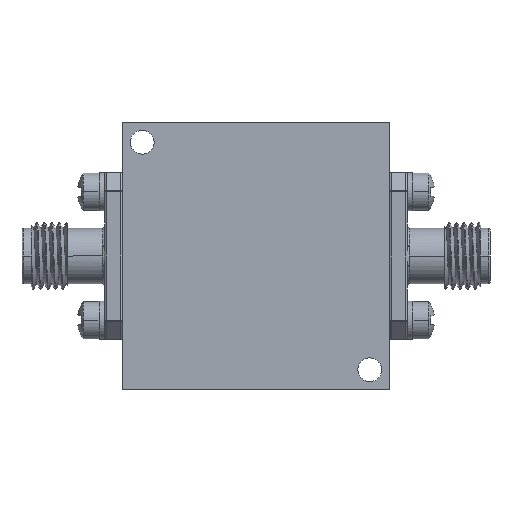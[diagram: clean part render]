
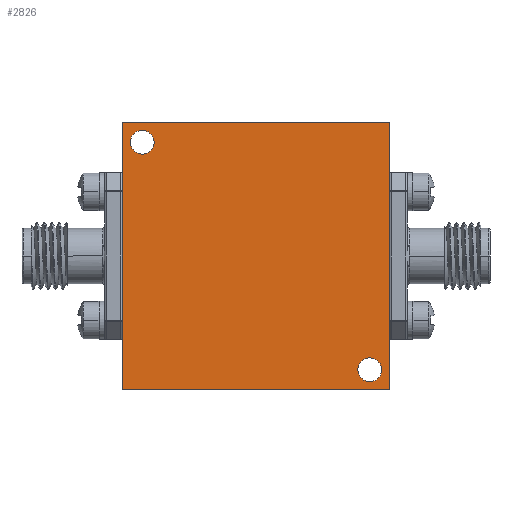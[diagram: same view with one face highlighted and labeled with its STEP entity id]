
A CAD part, front view. The second image highlights one B-rep face of the part: STEP entity #2826.
In plain terms, the highlighted planar face has unit normal (0, -1, 0).
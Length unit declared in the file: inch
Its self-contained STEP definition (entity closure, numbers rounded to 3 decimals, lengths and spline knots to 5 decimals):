
#118 = DIRECTION ( 'NONE',  ( 0., 0., 1. ) ) ;
#1341 = CARTESIAN_POINT ( 'NONE',  ( 0.4255, -0.2, -0.47 ) ) ;
#1814 = CARTESIAN_POINT ( 'NONE',  ( -0.4255, -0.2, 0.4255 ) ) ;
#2056 = DIRECTION ( 'NONE',  ( 0., 0., -1. ) ) ;
#2381 = DIRECTION ( 'NONE',  ( 0., 1., 0. ) ) ;
#2382 = CARTESIAN_POINT ( 'NONE',  ( -0.4255, -0.2, 0.4255 ) ) ;
#2811 = DIRECTION ( 'NONE',  ( 0., 0., 1. ) ) ;
#2826 = ADVANCED_FACE ( 'NONE', ( #20481, #36117, #33829 ), #17171, .F. ) ;
#3370 = CARTESIAN_POINT ( 'NONE',  ( -0.5, -0.2, -0.5 ) ) ;
#3392 = CARTESIAN_POINT ( 'NONE',  ( 0.4255, -0.2, -0.4255 ) ) ;
#3599 = VERTEX_POINT ( 'NONE', #5948 ) ;
#3818 = VERTEX_POINT ( 'NONE', #1341 ) ;
#4092 = AXIS2_PLACEMENT_3D ( 'NONE', #17875, #31271, #38034 ) ;
#4918 = ORIENTED_EDGE ( 'NONE', *, *, #32436, .F. ) ;
#5233 = ORIENTED_EDGE ( 'NONE', *, *, #37085, .F. ) ;
#5495 = VERTEX_POINT ( 'NONE', #39881 ) ;
#5948 = CARTESIAN_POINT ( 'NONE',  ( -0.4255, -0.2, 0.381 ) ) ;
#7120 = VERTEX_POINT ( 'NONE', #33400 ) ;
#7309 = EDGE_CURVE ( 'NONE', #18639, #5495, #12553, .T. ) ;
#7686 = EDGE_LOOP ( 'NONE', ( #18415, #24636 ) ) ;
#7909 = ORIENTED_EDGE ( 'NONE', *, *, #31685, .F. ) ;
#8675 = VECTOR ( 'NONE', #40543, 39.37008 ) ;
#10780 = EDGE_CURVE ( 'NONE', #3818, #7120, #28350, .T. ) ;
#10884 = CARTESIAN_POINT ( 'NONE',  ( -0.4255, -0.2, 0.47 ) ) ;
#11820 = EDGE_LOOP ( 'NONE', ( #5233, #4918, #28214, #7909 ) ) ;
#12553 = LINE ( 'NONE', #18475, #28696 ) ;
#12554 = EDGE_LOOP ( 'NONE', ( #33769, #37695 ) ) ;
#14018 = EDGE_CURVE ( 'NONE', #7120, #3818, #25823, .T. ) ;
#16605 = DIRECTION ( 'NONE',  ( 1., 0., 0. ) ) ;
#17171 = PLANE ( 'NONE',  #28181 ) ;
#17875 = CARTESIAN_POINT ( 'NONE',  ( 0.4255, -0.2, -0.4255 ) ) ;
#18297 = VERTEX_POINT ( 'NONE', #33655 ) ;
#18415 = ORIENTED_EDGE ( 'NONE', *, *, #14018, .T. ) ;
#18475 = CARTESIAN_POINT ( 'NONE',  ( 0.5, -0.2, -0.5 ) ) ;
#18639 = VERTEX_POINT ( 'NONE', #30834 ) ;
#20481 = FACE_BOUND ( 'NONE', #7686, .T. ) ;
#21881 = DIRECTION ( 'NONE',  ( 0., 1., 0. ) ) ;
#22789 = VECTOR ( 'NONE', #29307, 39.37008 ) ;
#24636 = ORIENTED_EDGE ( 'NONE', *, *, #10780, .T. ) ;
#24888 = AXIS2_PLACEMENT_3D ( 'NONE', #3392, #30150, #118 ) ;
#25812 = CARTESIAN_POINT ( 'NONE',  ( -0.5, -0.2, 0.5 ) ) ;
#25823 = CIRCLE ( 'NONE', #4092, 0.0445 ) ;
#27397 = LINE ( 'NONE', #27839, #8675 ) ;
#27839 = CARTESIAN_POINT ( 'NONE',  ( -0.5, -0.2, -0.5 ) ) ;
#28181 = AXIS2_PLACEMENT_3D ( 'NONE', #39167, #2381, #2811 ) ;
#28214 = ORIENTED_EDGE ( 'NONE', *, *, #7309, .F. ) ;
#28350 = CIRCLE ( 'NONE', #24888, 0.0445 ) ;
#28533 = DIRECTION ( 'NONE',  ( 0., 1., 0. ) ) ;
#28696 = VECTOR ( 'NONE', #2056, 39.37008 ) ;
#29307 = DIRECTION ( 'NONE',  ( -1., 0., 0. ) ) ;
#30150 = DIRECTION ( 'NONE',  ( 0., 1., 0. ) ) ;
#30834 = CARTESIAN_POINT ( 'NONE',  ( 0.5, -0.2, 0.5 ) ) ;
#31271 = DIRECTION ( 'NONE',  ( 0., 1., 0. ) ) ;
#31685 = EDGE_CURVE ( 'NONE', #18297, #18639, #43321, .T. ) ;
#32436 = EDGE_CURVE ( 'NONE', #5495, #35811, #43308, .T. ) ;
#33400 = CARTESIAN_POINT ( 'NONE',  ( 0.4255, -0.2, -0.381 ) ) ;
#33443 = VERTEX_POINT ( 'NONE', #10884 ) ;
#33655 = CARTESIAN_POINT ( 'NONE',  ( -0.5, -0.2, 0.5 ) ) ;
#33769 = ORIENTED_EDGE ( 'NONE', *, *, #39715, .T. ) ;
#33827 = EDGE_CURVE ( 'NONE', #3599, #33443, #41807, .T. ) ;
#33829 = FACE_OUTER_BOUND ( 'NONE', #11820, .T. ) ;
#34009 = VECTOR ( 'NONE', #16605, 39.37008 ) ;
#35041 = DIRECTION ( 'NONE',  ( 0., 0., 1. ) ) ;
#35811 = VERTEX_POINT ( 'NONE', #3370 ) ;
#36117 = FACE_BOUND ( 'NONE', #12554, .T. ) ;
#37085 = EDGE_CURVE ( 'NONE', #35811, #18297, #27397, .T. ) ;
#37695 = ORIENTED_EDGE ( 'NONE', *, *, #33827, .T. ) ;
#38034 = DIRECTION ( 'NONE',  ( 0., 0., 1. ) ) ;
#39167 = CARTESIAN_POINT ( 'NONE',  ( 0., -0.2, 0. ) ) ;
#39545 = CIRCLE ( 'NONE', #43055, 0.0445 ) ;
#39715 = EDGE_CURVE ( 'NONE', #33443, #3599, #39545, .T. ) ;
#39881 = CARTESIAN_POINT ( 'NONE',  ( 0.5, -0.2, -0.5 ) ) ;
#40005 = CARTESIAN_POINT ( 'NONE',  ( -0.5, -0.2, -0.5 ) ) ;
#40373 = AXIS2_PLACEMENT_3D ( 'NONE', #1814, #28533, #41887 ) ;
#40543 = DIRECTION ( 'NONE',  ( 0., 0., 1. ) ) ;
#41807 = CIRCLE ( 'NONE', #40373, 0.0445 ) ;
#41887 = DIRECTION ( 'NONE',  ( 0., 0., 1. ) ) ;
#43055 = AXIS2_PLACEMENT_3D ( 'NONE', #2382, #21881, #35041 ) ;
#43308 = LINE ( 'NONE', #40005, #22789 ) ;
#43321 = LINE ( 'NONE', #25812, #34009 ) ;
